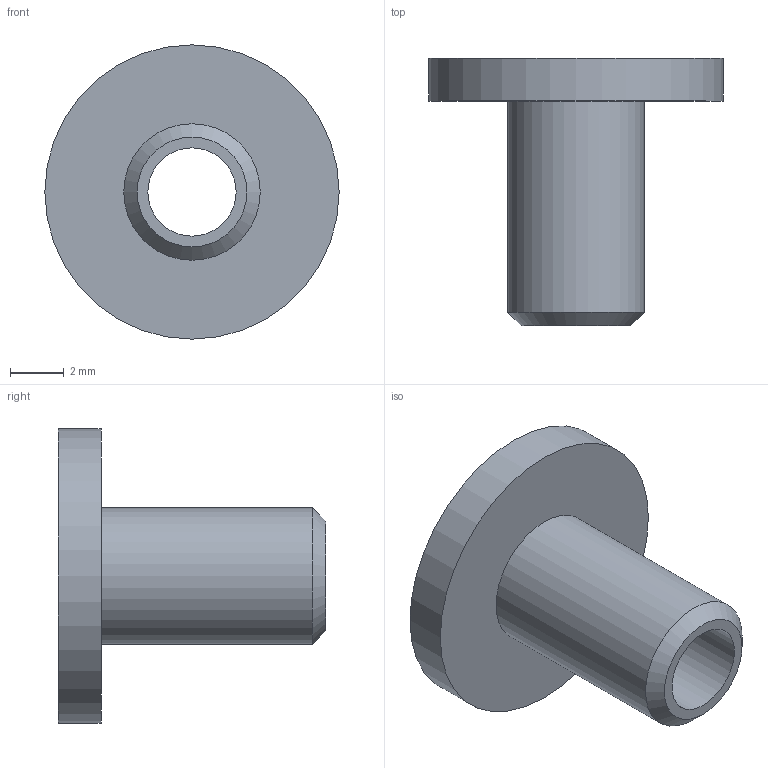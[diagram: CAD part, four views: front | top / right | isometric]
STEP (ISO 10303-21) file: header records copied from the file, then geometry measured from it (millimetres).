
FILE_DESCRIPTION(/* description */ (''),/* implementation_level */ '2;1');
FILE_NAME(/* name */ 'Mushroom.stp',/* time_stamp */ '2020-12-07T11:31:32+01:00',/* author */ ('Milos Rasic'),/* organization */ (''),/* preprocessor_version */ 'ST-DEVELOPER v18.1',/* originating_system */ 'Autodesk Inventor 2021',/* authorisation */ '');
FILE_SCHEMA (('AUTOMOTIVE_DESIGN { 1 0 10303 214 3 1 1 }'));
Length unit declared in the file: millimetre
Products named in the file (1): Pecurka
Bounding box: 11 x 10 x 11 mm (x, y, z)
Volume: 232.4 mm3; surface area: 457.5 mm2
Topology: 1 solids, 1 shells, 8 faces, 14 edges, 9 vertices
Faces by surface type: cylinder 3, plane 3, cone 2
Full cylindrical faces by diameter (mm): 3.3 x1, 5.1 x1, 11 x1
Entity records: 244 total; most frequent: DIRECTION 41, CARTESIAN_POINT 32, ORIENTED_EDGE 28, AXIS2_PLACEMENT_3D 18, EDGE_CURVE 14, EDGE_LOOP 11, CIRCLE 9, VERTEX_POINT 9
